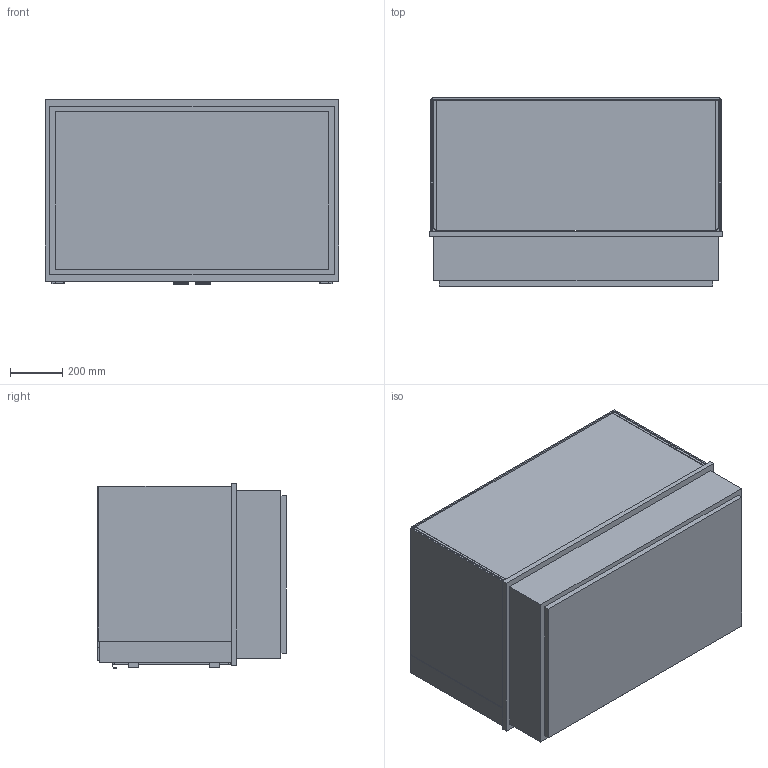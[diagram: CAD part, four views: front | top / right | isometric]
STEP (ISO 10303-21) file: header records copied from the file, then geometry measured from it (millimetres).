
FILE_DESCRIPTION (( 'STEP AP214' ), '1' );
FILE_NAME ('EU533142_W GE-112-53-EC HOT MARIE.STEP', '2022-05-09T05:49:19', ( '' ), ( '' ), 'SwSTEP 2.0', 'SolidWorks 2017', '' );
FILE_SCHEMA (( 'AUTOMOTIVE_DESIGN' ));
Length unit declared in the file: millimetre
Products named in the file (1): EU533142_W GE-112-53-EC HOT MARIE
Bounding box: 1125 x 724 x 707 mm (x, y, z)
Volume: 101799762.2 mm3; surface area: 9386823 mm2
Topology: 26 solids, 26 shells, 280 faces, 664 edges, 442 vertices
Faces by surface type: plane 242, cylinder 38
Entity records: 8507 total; most frequent: CARTESIAN_POINT 1411, ORIENTED_EDGE 1328, DIRECTION 1294, EDGE_CURVE 664, LINE 580, VECTOR 580, VERTEX_POINT 442, AXIS2_PLACEMENT_3D 357
